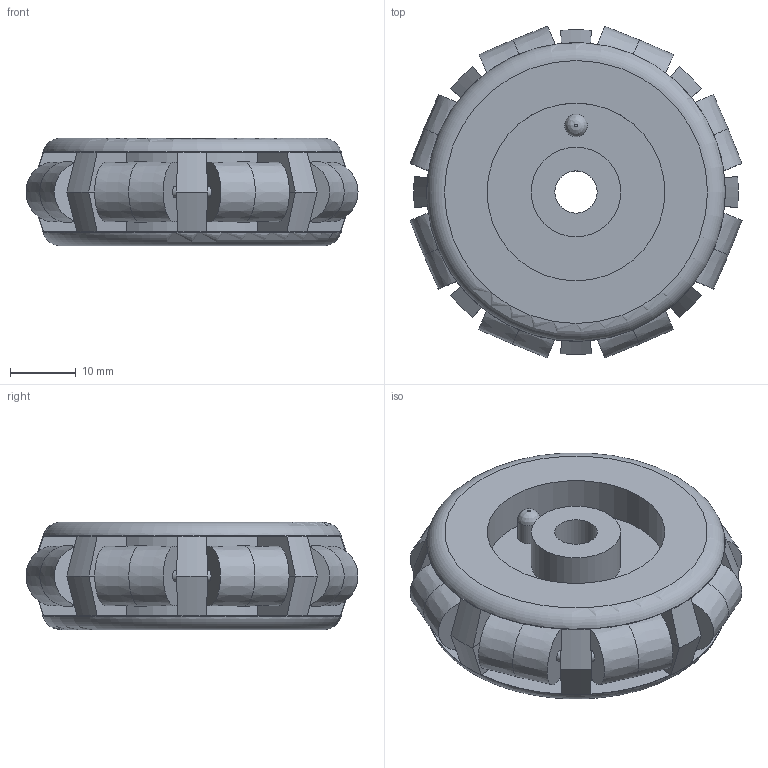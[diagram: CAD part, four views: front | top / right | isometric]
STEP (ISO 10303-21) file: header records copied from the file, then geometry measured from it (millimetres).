
FILE_DESCRIPTION(/* description */ (''),/* implementation_level */ '2;1');
FILE_NAME(/* name */ 'Flexiwheel.iam.stp',/* time_stamp */ '2014-02-20T18:10:47-05:00',/* author */ ('Spooner'),/* organization */ (''),/* preprocessor_version */ 'ST-DEVELOPER v15.2',/* originating_system */ 'Autodesk Inventor 2014',/* authorisation */ '');
FILE_SCHEMA (('AUTOMOTIVE_DESIGN { 1 0 10303 214 3 1 1 }'));
Length unit declared in the file: inch
Products named in the file (3): Flexiwheel - Half Wheel; Flexiwheel Roller; Flexiwheel
Bounding box: 50.65 x 50.63 x 16.38 mm (x, y, z)
Volume: 19170.1 mm3; surface area: 15548 mm2
Topology: 10 solids, 10 shells, 232 faces, 530 edges, 340 vertices
Faces by surface type: plane 122, cylinder 72, cone 34, bspline 2, torus 2
Full cylindrical faces by diameter (mm): 1.626 x16, 3.454 x2, 6.452 x2, 13.665 x2, 27.127 x2
Entity records: 2881 total; most frequent: DIRECTION 520, CARTESIAN_POINT 502, ORIENTED_EDGE 442, EDGE_CURVE 221, AXIS2_PLACEMENT_3D 196, VERTEX_POINT 148, LINE 128, VECTOR 128
